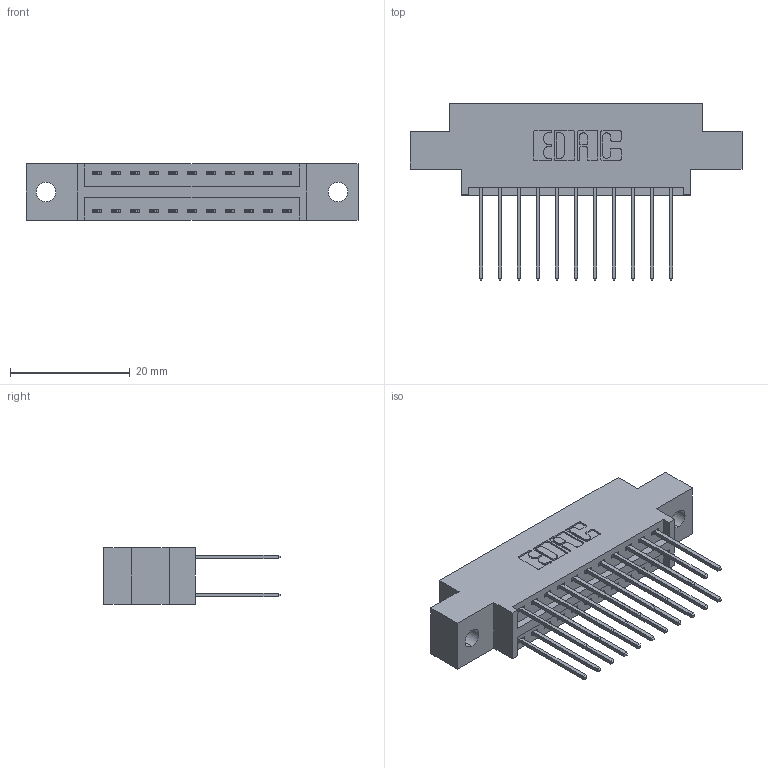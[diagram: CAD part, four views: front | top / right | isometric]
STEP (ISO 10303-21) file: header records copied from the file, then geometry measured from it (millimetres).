
FILE_DESCRIPTION (( 'STEP AP203' ), '1' );
FILE_NAME ('396-022-540-802.STEP', '2019-11-01T18:27:19', ( '' ), ( '' ), 'SwSTEP 2.0', 'SolidWorks 2016', '' );
FILE_SCHEMA (( 'CONFIG_CONTROL_DESIGN' ));
Length unit declared in the file: inch
Products named in the file (3): 346 Part_0.170 Offset - 0.128 Dia; 345-292-001_345-293-140; 396-022-540-802
Assembly tree (23 placements, depth 2):
  396-022-540-802
    346 Part_0.170 Offset - 0.128 Dia
    345-292-001_345-293-140  x22
Bounding box: 55.5 x 29.46 x 9.4 mm (x, y, z)
Volume: 5063.2 mm3; surface area: 6777.3 mm2
Topology: 23 solids, 23 shells, 1270 faces, 3751 edges, 2470 vertices
Faces by surface type: plane 850, cylinder 420
Entity records: 11505 total; most frequent: CARTESIAN_POINT 1940, ORIENTED_EDGE 1874, DIRECTION 1761, EDGE_CURVE 937, LINE 761, VECTOR 761, VERTEX_POINT 622, AXIS2_PLACEMENT_3D 500
